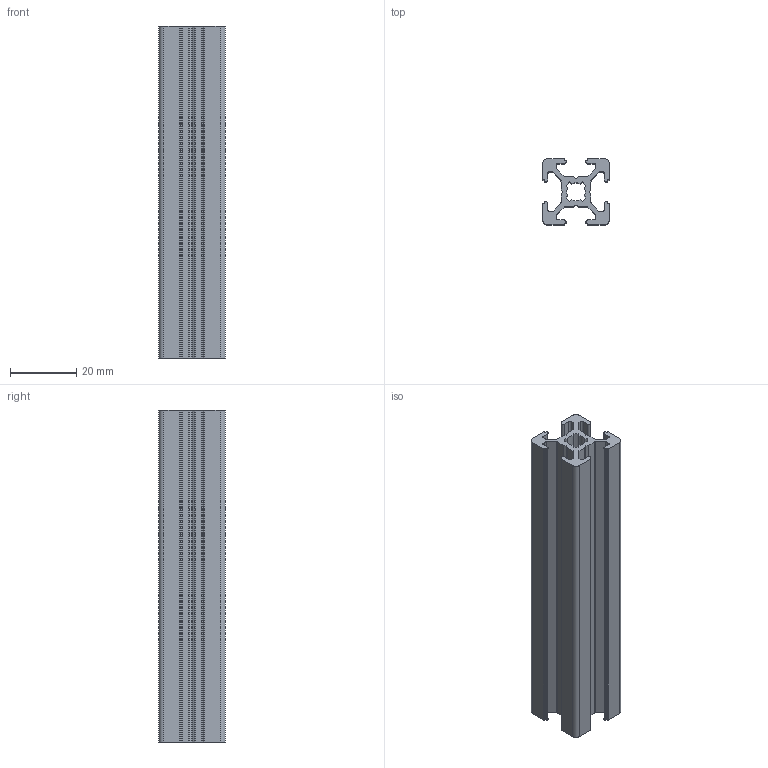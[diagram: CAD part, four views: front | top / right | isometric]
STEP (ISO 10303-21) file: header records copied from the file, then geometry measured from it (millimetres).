
FILE_DESCRIPTION (( 'STEP AP203' ), '1' );
FILE_NAME ('AL-PS-2020-A Àëþìèíèåâûé êîíñòðóêöèîííûé ïðîôèëü 20x20 àíîäèðîâàííûé.STEP', '2023-08-04T06:08:15', ( '' ), ( '' ), 'SwSTEP 2.0', 'SolidWorks 2021', '' );
FILE_SCHEMA (( 'CONFIG_CONTROL_DESIGN' ));
Length unit declared in the file: millimetre
Products named in the file (1): AL-PS-2020-A Àëþìèíèåâûé êîíñòðóêöèîííûé ïðîôèëü 20x20 àíîäèðîâàííûé
Bounding box: 20 x 20 x 100 mm (x, y, z)
Volume: 16330.8 mm3; surface area: 17927.9 mm2
Topology: 1 solids, 1 shells, 162 faces, 480 edges, 320 vertices
Faces by surface type: plane 82, cylinder 80
Entity records: 5545 total; most frequent: DIRECTION 966, CARTESIAN_POINT 963, ORIENTED_EDGE 960, EDGE_CURVE 480, AXIS2_PLACEMENT_3D 323, VECTOR 320, VERTEX_POINT 320, LINE 320
